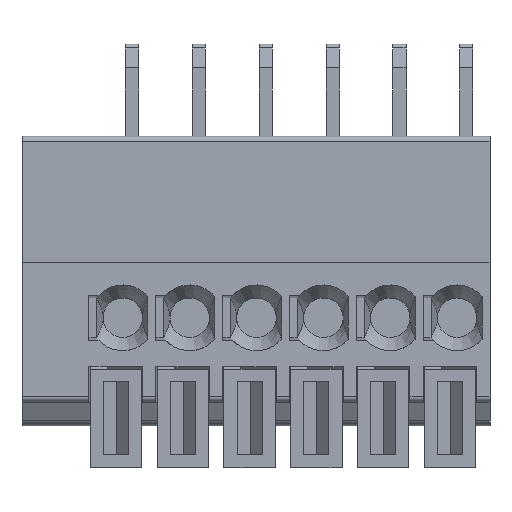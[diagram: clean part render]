
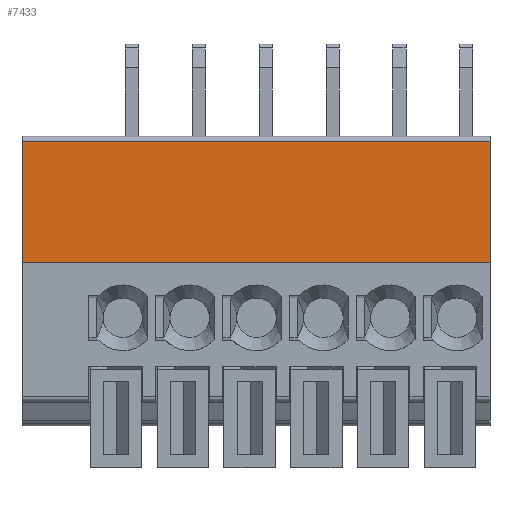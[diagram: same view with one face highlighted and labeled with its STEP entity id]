
A CAD part, left-side view. The second image highlights one B-rep face of the part: STEP entity #7433.
In plain terms, the highlighted planar face has unit normal (-1, 0, 0).
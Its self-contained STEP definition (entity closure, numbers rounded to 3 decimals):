
#329=DIRECTION('',(0.,1.,0.));
#330=VECTOR('',#329,17.78);
#331=CARTESIAN_POINT('',(-13.5,-12.7,-4.8));
#332=LINE('',#331,#330);
#333=DIRECTION('',(0.,1.,0.));
#334=VECTOR('',#333,17.78);
#335=CARTESIAN_POINT('',(-13.5,-12.7,-0.2));
#336=LINE('',#335,#334);
#1700=DIRECTION('',(0.,0.,1.));
#1701=VECTOR('',#1700,4.6);
#1702=CARTESIAN_POINT('',(-13.5,-12.7,-4.8));
#1703=LINE('',#1702,#1701);
#2524=DIRECTION('',(0.,0.,1.));
#2525=VECTOR('',#2524,4.6);
#2526=CARTESIAN_POINT('',(-13.5,5.08,-4.8));
#2527=LINE('',#2526,#2525);
#5709=CARTESIAN_POINT('',(-13.5,5.08,-4.8));
#5710=VERTEX_POINT('',#5709);
#5711=CARTESIAN_POINT('',(-13.5,5.08,-0.2));
#5712=VERTEX_POINT('',#5711);
#6560=CARTESIAN_POINT('',(-13.5,-12.7,-4.8));
#6562=VERTEX_POINT('',#6560);
#6563=CARTESIAN_POINT('',(-13.5,-12.7,-0.2));
#6564=VERTEX_POINT('',#6563);
#7419=CARTESIAN_POINT('',(-13.5,0.,-4.8));
#7420=DIRECTION('',(-1.,0.,0.));
#7421=DIRECTION('',(0.,0.,1.));
#7422=AXIS2_PLACEMENT_3D('',#7419,#7420,#7421);
#7423=PLANE('',#7422);
#7425=ORIENTED_EDGE('',*,*,#7424,.F.);
#7427=ORIENTED_EDGE('',*,*,#7426,.F.);
#7428=ORIENTED_EDGE('',*,*,#7409,.T.);
#7430=ORIENTED_EDGE('',*,*,#7429,.T.);
#7431=EDGE_LOOP('',(#7425,#7427,#7428,#7430));
#7432=FACE_OUTER_BOUND('',#7431,.F.);
#7409=EDGE_CURVE('',#6562,#5710,#332,.T.);
#7424=EDGE_CURVE('',#6564,#5712,#336,.T.);
#7426=EDGE_CURVE('',#6562,#6564,#1703,.T.);
#7429=EDGE_CURVE('',#5710,#5712,#2527,.T.);
#7433=ADVANCED_FACE('',(#7432),#7423,.T.);
